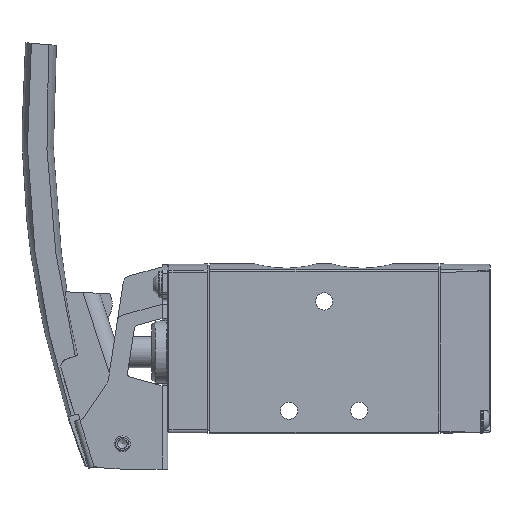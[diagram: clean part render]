
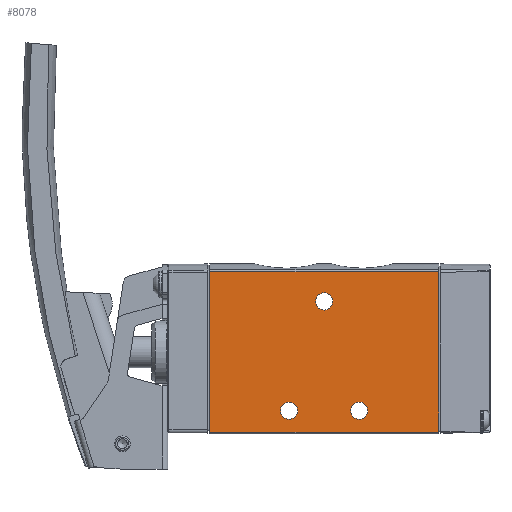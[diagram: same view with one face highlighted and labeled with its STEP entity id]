
A CAD part, left-side view. The second image highlights one B-rep face of the part: STEP entity #8078.
In plain terms, the highlighted face is planar.
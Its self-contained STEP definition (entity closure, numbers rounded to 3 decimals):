
#165=CIRCLE('',#8572,2.2);
#166=CIRCLE('',#8573,2.2);
#167=CIRCLE('',#8574,2.2);
#803=LINE('',#11803,#1289);
#804=LINE('',#11813,#1290);
#805=LINE('',#11815,#1291);
#806=LINE('',#11817,#1292);
#1289=VECTOR('',#9593,1000.);
#1290=VECTOR('',#9604,1000.);
#1291=VECTOR('',#9605,1000.);
#1292=VECTOR('',#9606,1000.);
#1985=ORIENTED_EDGE('',*,*,#3759,.F.);
#1986=ORIENTED_EDGE('',*,*,#3760,.F.);
#1987=ORIENTED_EDGE('',*,*,#3761,.F.);
#1988=ORIENTED_EDGE('',*,*,#3762,.T.);
#1989=ORIENTED_EDGE('',*,*,#3763,.F.);
#1990=ORIENTED_EDGE('',*,*,#3764,.F.);
#1991=ORIENTED_EDGE('',*,*,#3757,.T.);
#3757=EDGE_CURVE('',#4664,#4663,#803,.T.);
#3759=EDGE_CURVE('',#4665,#4665,#165,.T.);
#3760=EDGE_CURVE('',#4666,#4666,#166,.T.);
#3761=EDGE_CURVE('',#4667,#4667,#167,.T.);
#3762=EDGE_CURVE('',#4663,#4668,#804,.T.);
#3763=EDGE_CURVE('',#4669,#4668,#805,.T.);
#3764=EDGE_CURVE('',#4664,#4669,#806,.T.);
#4663=VERTEX_POINT('',#11802);
#4664=VERTEX_POINT('',#11804);
#4665=VERTEX_POINT('',#11808);
#4666=VERTEX_POINT('',#11810);
#4667=VERTEX_POINT('',#11812);
#4668=VERTEX_POINT('',#11814);
#4669=VERTEX_POINT('',#11816);
#5309=EDGE_LOOP('',(#1985));
#5310=EDGE_LOOP('',(#1986));
#5311=EDGE_LOOP('',(#1987));
#5312=EDGE_LOOP('',(#1988,#1989,#1990,#1991));
#5837=FACE_BOUND('',#5309,.T.);
#5838=FACE_BOUND('',#5310,.T.);
#5839=FACE_BOUND('',#5311,.T.);
#5840=FACE_BOUND('',#5312,.T.);
#6320=PLANE('',#8571);
#8078=ADVANCED_FACE('',(#5837,#5838,#5839,#5840),#6320,.F.);
#8571=AXIS2_PLACEMENT_3D('',#11806,#9596,#9597);
#8572=AXIS2_PLACEMENT_3D('',#11807,#9598,#9599);
#8573=AXIS2_PLACEMENT_3D('',#11809,#9600,#9601);
#8574=AXIS2_PLACEMENT_3D('',#11811,#9602,#9603);
#9593=DIRECTION('',(0.,-1.,0.));
#9596=DIRECTION('',(0.,0.,-1.));
#9597=DIRECTION('',(-1.,0.,0.));
#9598=DIRECTION('',(0.,0.,1.));
#9599=DIRECTION('',(1.,0.,0.));
#9600=DIRECTION('',(0.,0.,1.));
#9601=DIRECTION('',(1.,0.,0.));
#9602=DIRECTION('',(0.,0.,1.));
#9603=DIRECTION('',(1.,0.,0.));
#9604=DIRECTION('',(1.,0.,0.));
#9605=DIRECTION('',(0.,-1.,0.));
#9606=DIRECTION('',(1.,0.,0.));
#11802=CARTESIAN_POINT('',(-20.5,0.,10.));
#11803=CARTESIAN_POINT('',(-20.5,58.7,10.));
#11804=CARTESIAN_POINT('',(-20.5,58.7,10.));
#11806=CARTESIAN_POINT('',(-20.5,58.7,10.));
#11807=CARTESIAN_POINT('',(13.,29.35,10.));
#11808=CARTESIAN_POINT('',(15.2,29.35,10.));
#11809=CARTESIAN_POINT('',(-15.,20.35,10.));
#11810=CARTESIAN_POINT('',(-12.8,20.35,10.));
#11811=CARTESIAN_POINT('',(-15.,38.35,10.));
#11812=CARTESIAN_POINT('',(-12.8,38.35,10.));
#11813=CARTESIAN_POINT('',(-20.5,0.,10.));
#11814=CARTESIAN_POINT('',(20.644,0.,10.));
#11815=CARTESIAN_POINT('',(20.644,58.7,10.));
#11816=CARTESIAN_POINT('',(20.644,58.7,10.));
#11817=CARTESIAN_POINT('',(-20.5,58.7,10.));
